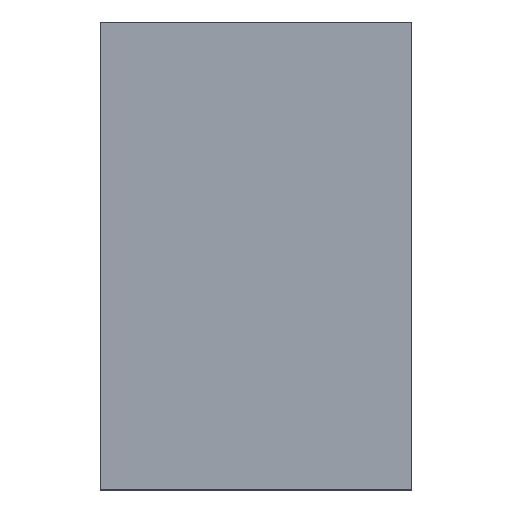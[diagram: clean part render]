
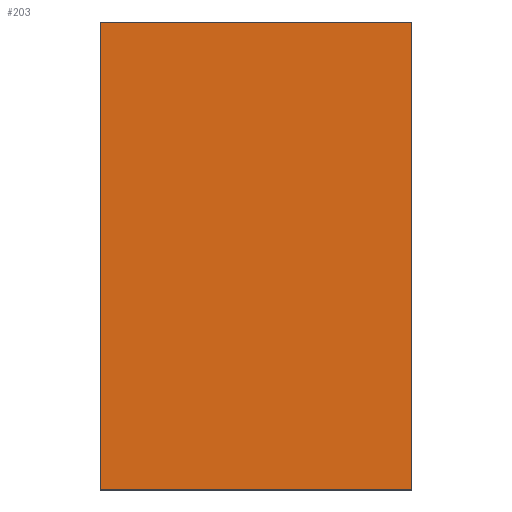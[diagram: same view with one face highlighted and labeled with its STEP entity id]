
A CAD part, top view. The second image highlights one B-rep face of the part: STEP entity #203.
In plain terms, the highlighted planar face has unit normal (0, 0, 1).
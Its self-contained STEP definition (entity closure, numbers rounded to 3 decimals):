
#32=LINE('',#636,#47);
#34=LINE('',#640,#49);
#36=LINE('',#644,#51);
#38=LINE('',#647,#53);
#47=VECTOR('',#282,10.);
#49=VECTOR('',#286,10.);
#51=VECTOR('',#290,10.);
#53=VECTOR('',#294,10.);
#70=FACE_OUTER_BOUND('',#87,.T.);
#87=EDGE_LOOP('',(#176,#177,#178,#179));
#107=VERTEX_POINT('',#633);
#108=VERTEX_POINT('',#635);
#109=VERTEX_POINT('',#639);
#110=VERTEX_POINT('',#643);
#127=EDGE_CURVE('',#108,#107,#32,.T.);
#129=EDGE_CURVE('',#109,#108,#34,.T.);
#131=EDGE_CURVE('',#110,#109,#36,.T.);
#133=EDGE_CURVE('',#107,#110,#38,.T.);
#176=ORIENTED_EDGE('',*,*,#133,.T.);
#177=ORIENTED_EDGE('',*,*,#131,.T.);
#178=ORIENTED_EDGE('',*,*,#129,.T.);
#179=ORIENTED_EDGE('',*,*,#127,.T.);
#189=PLANE('',#239);
#203=ADVANCED_FACE('',(#70),#189,.T.);
#239=AXIS2_PLACEMENT_3D('',#648,#295,#296);
#282=DIRECTION('',(0.,1.,0.));
#286=DIRECTION('',(1.,0.,0.));
#290=DIRECTION('',(0.,-1.,0.));
#294=DIRECTION('',(-1.,0.,0.));
#295=DIRECTION('center_axis',(0.,0.,1.));
#296=DIRECTION('ref_axis',(1.,0.,0.));
#633=CARTESIAN_POINT('',(500.,1000.,300.));
#635=CARTESIAN_POINT('',(500.,-500.,300.));
#636=CARTESIAN_POINT('',(500.,1000.,300.));
#639=CARTESIAN_POINT('',(-500.,-500.,300.));
#640=CARTESIAN_POINT('',(500.,-500.,300.));
#643=CARTESIAN_POINT('',(-500.,1000.,300.));
#644=CARTESIAN_POINT('',(-500.,-500.,300.));
#647=CARTESIAN_POINT('',(-500.,1000.,300.));
#648=CARTESIAN_POINT('Origin',(0.,250.,300.));
